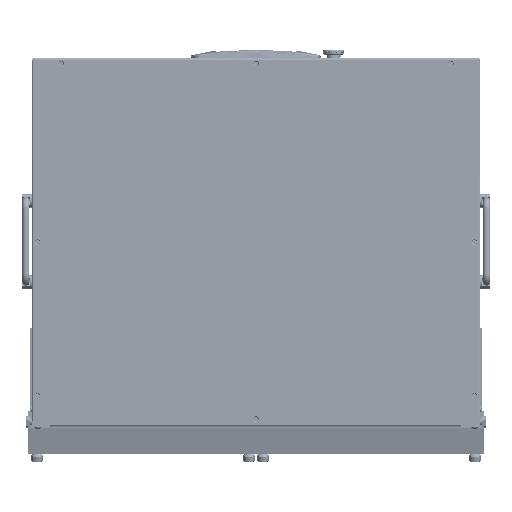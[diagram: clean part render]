
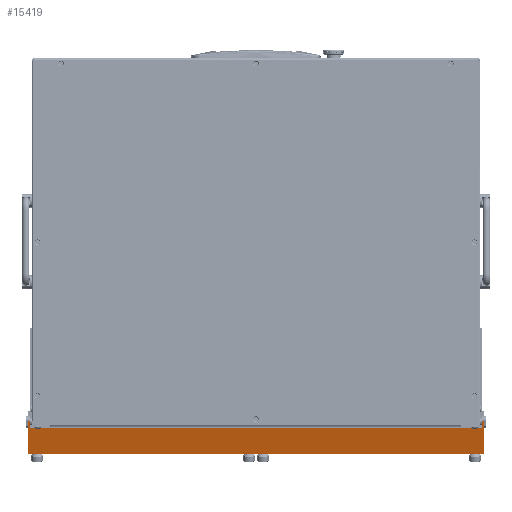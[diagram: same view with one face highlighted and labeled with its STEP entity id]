
A CAD part, front view. The second image highlights one B-rep face of the part: STEP entity #15419.
In plain terms, the highlighted face is planar.
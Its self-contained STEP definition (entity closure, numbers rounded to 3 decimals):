
#3722 = LINE ( 'NONE', #57056, #5182 ) ;
#5182 = VECTOR ( 'NONE', #221936, 1000. ) ;
#5703 = DIRECTION ( 'NONE',  ( 0., 1., 0. ) ) ;
#10039 = VERTEX_POINT ( 'NONE', #81904 ) ;
#14400 = VECTOR ( 'NONE', #5703, 1000. ) ;
#15419 = ADVANCED_FACE ( 'NONE', ( #149195 ), #23432, .F. ) ;
#18261 = ORIENTED_EDGE ( 'NONE', *, *, #190069, .T. ) ;
#23432 = PLANE ( 'NONE',  #158820 ) ;
#26710 = LINE ( 'NONE', #27908, #120622 ) ;
#27908 = CARTESIAN_POINT ( 'NONE',  ( -277.5, 0., -228. ) ) ;
#30729 = CARTESIAN_POINT ( 'NONE',  ( 279.5, -8., -228. ) ) ;
#30806 = CARTESIAN_POINT ( 'NONE',  ( 277.5, -8., -228. ) ) ;
#32651 = DIRECTION ( 'NONE',  ( 0., -1., 0. ) ) ;
#35630 = VERTEX_POINT ( 'NONE', #78538 ) ;
#36804 = ORIENTED_EDGE ( 'NONE', *, *, #215027, .T. ) ;
#40807 = VECTOR ( 'NONE', #81471, 1000. ) ;
#44534 = VERTEX_POINT ( 'NONE', #30806 ) ;
#49436 = ORIENTED_EDGE ( 'NONE', *, *, #96252, .F. ) ;
#50376 = EDGE_CURVE ( 'NONE', #152874, #10039, #3722, .T. ) ;
#54897 = LINE ( 'NONE', #127198, #156319 ) ;
#57056 = CARTESIAN_POINT ( 'NONE',  ( -279.5, -8., -228. ) ) ;
#61348 = CARTESIAN_POINT ( 'NONE',  ( -277.5, 33., -228. ) ) ;
#61752 = CARTESIAN_POINT ( 'NONE',  ( -279.5, -8., -228. ) ) ;
#61975 = DIRECTION ( 'NONE',  ( -1., 0., 0. ) ) ;
#63237 = VERTEX_POINT ( 'NONE', #137215 ) ;
#73090 = VECTOR ( 'NONE', #93043, 1000. ) ;
#76850 = DIRECTION ( 'NONE',  ( 1., 0., 0. ) ) ;
#77450 = CARTESIAN_POINT ( 'NONE',  ( 279.5, -8., -228. ) ) ;
#77597 = CARTESIAN_POINT ( 'NONE',  ( 277.5, 0., -228. ) ) ;
#78538 = CARTESIAN_POINT ( 'NONE',  ( -277.5, 0., -228. ) ) ;
#79592 = EDGE_CURVE ( 'NONE', #44534, #151634, #124414, .T. ) ;
#81471 = DIRECTION ( 'NONE',  ( 0., 1., 0. ) ) ;
#81904 = CARTESIAN_POINT ( 'NONE',  ( -277.5, -8., -228. ) ) ;
#93043 = DIRECTION ( 'NONE',  ( -1., 0., 0. ) ) ;
#94076 = EDGE_LOOP ( 'NONE', ( #125531, #36804, #215450, #172690, #196049, #49436, #18261, #191125 ) ) ;
#96252 = EDGE_CURVE ( 'NONE', #222512, #116006, #192929, .T. ) ;
#102739 = CARTESIAN_POINT ( 'NONE',  ( 279.5, -8., -228. ) ) ;
#113583 = CARTESIAN_POINT ( 'NONE',  ( 277.5, -8., -228. ) ) ;
#116006 = VERTEX_POINT ( 'NONE', #133050 ) ;
#120622 = VECTOR ( 'NONE', #205009, 1000. ) ;
#121999 = EDGE_CURVE ( 'NONE', #116006, #63237, #141821, .T. ) ;
#124414 = LINE ( 'NONE', #113583, #14400 ) ;
#125531 = ORIENTED_EDGE ( 'NONE', *, *, #134355, .T. ) ;
#127198 = CARTESIAN_POINT ( 'NONE',  ( -277.5, 33., -228. ) ) ;
#130046 = VECTOR ( 'NONE', #61975, 1000. ) ;
#131952 = LINE ( 'NONE', #77450, #130046 ) ;
#133050 = CARTESIAN_POINT ( 'NONE',  ( 279.5, 33., -228. ) ) ;
#134355 = EDGE_CURVE ( 'NONE', #151634, #35630, #26710, .T. ) ;
#134902 = DIRECTION ( 'NONE',  ( 0., 0., 1. ) ) ;
#137215 = CARTESIAN_POINT ( 'NONE',  ( -279.5, 33., -228. ) ) ;
#141821 = LINE ( 'NONE', #143009, #73090 ) ;
#143009 = CARTESIAN_POINT ( 'NONE',  ( -277.5, 33., -228. ) ) ;
#149195 = FACE_OUTER_BOUND ( 'NONE', #94076, .T. ) ;
#151634 = VERTEX_POINT ( 'NONE', #77597 ) ;
#152874 = VERTEX_POINT ( 'NONE', #61752 ) ;
#156319 = VECTOR ( 'NONE', #179432, 1000. ) ;
#158820 = AXIS2_PLACEMENT_3D ( 'NONE', #61348, #134902, #76850 ) ;
#172690 = ORIENTED_EDGE ( 'NONE', *, *, #211784, .F. ) ;
#177299 = LINE ( 'NONE', #195132, #182527 ) ;
#179432 = DIRECTION ( 'NONE',  ( 0., -1., 0. ) ) ;
#182527 = VECTOR ( 'NONE', #32651, 1000. ) ;
#190069 = EDGE_CURVE ( 'NONE', #222512, #44534, #131952, .T. ) ;
#191125 = ORIENTED_EDGE ( 'NONE', *, *, #79592, .T. ) ;
#192929 = LINE ( 'NONE', #102739, #40807 ) ;
#195132 = CARTESIAN_POINT ( 'NONE',  ( -279.5, 33., -228. ) ) ;
#196049 = ORIENTED_EDGE ( 'NONE', *, *, #121999, .F. ) ;
#205009 = DIRECTION ( 'NONE',  ( -1., 0., 0. ) ) ;
#211784 = EDGE_CURVE ( 'NONE', #63237, #152874, #177299, .T. ) ;
#215027 = EDGE_CURVE ( 'NONE', #35630, #10039, #54897, .T. ) ;
#215450 = ORIENTED_EDGE ( 'NONE', *, *, #50376, .F. ) ;
#221936 = DIRECTION ( 'NONE',  ( 1., 0., 0. ) ) ;
#222512 = VERTEX_POINT ( 'NONE', #30729 ) ;
